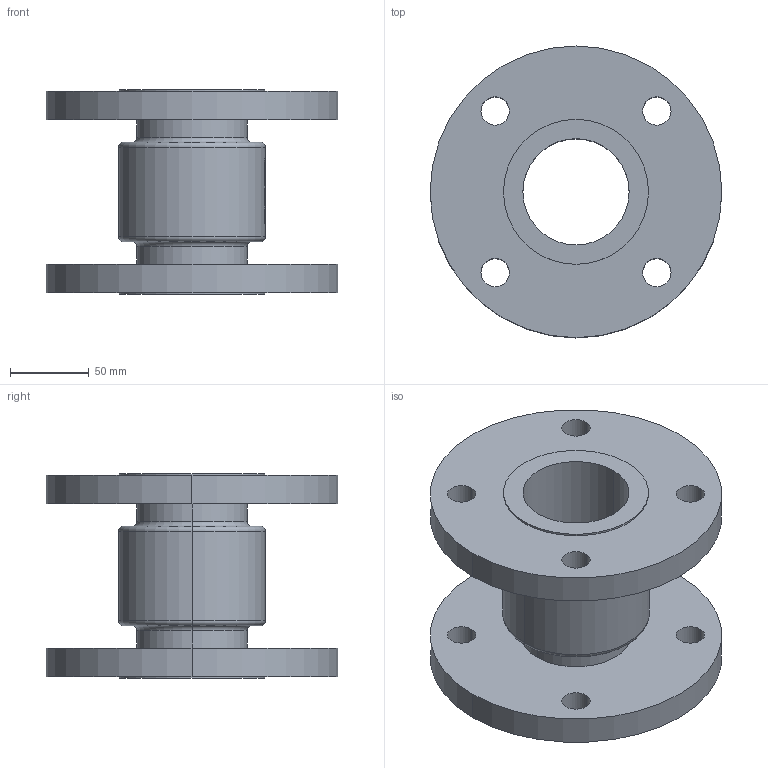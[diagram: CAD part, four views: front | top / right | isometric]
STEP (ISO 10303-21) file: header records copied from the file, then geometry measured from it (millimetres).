
FILE_DESCRIPTION (( 'STEP AP214' ), '1' );
FILE_NAME ('ALPHA-C_DN065_PN16_6000017305.STEP', '2021-10-21T06:31:41', ( 'axxx' ), ( 'Hewlett-Packard Company' ), 'SwSTEP 2.0', 'SolidWorks 2019', '' );
FILE_SCHEMA (( 'AUTOMOTIVE_DESIGN' ));
Length unit declared in the file: millimetre
Products named in the file (1): ALPHA-C_DN065_PN16_6000017305
Bounding box: 185 x 185 x 130 mm (x, y, z)
Volume: 1020064.3 mm3; surface area: 176281.3 mm2
Topology: 1 solids, 1 shells, 571 faces, 1528 edges, 1016 vertices
Faces by surface type: plane 269, bspline 229, cylinder 65, torus 8
Entity records: 30261 total; most frequent: CARTESIAN_POINT 17578, ORIENTED_EDGE 3056, DIRECTION 1834, EDGE_CURVE 1528, VERTEX_POINT 1016, LINE 816, VECTOR 816, EDGE_LOOP 646
